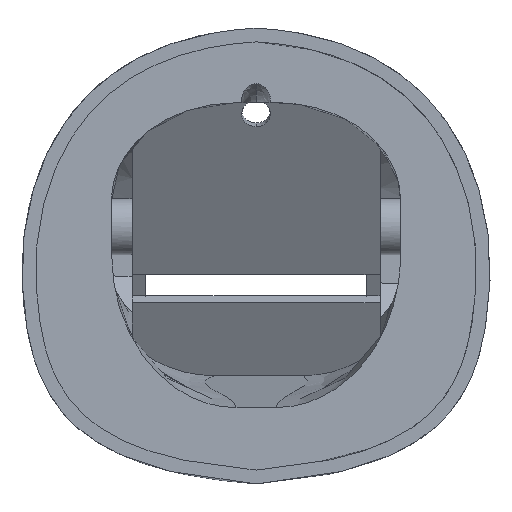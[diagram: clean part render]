
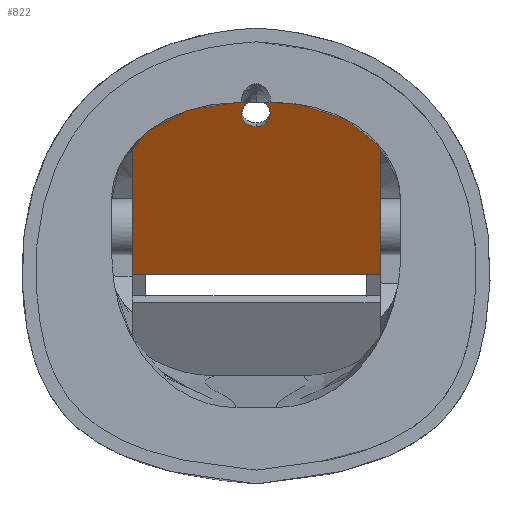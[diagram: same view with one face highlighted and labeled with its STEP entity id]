
A CAD part, front view. The second image highlights one B-rep face of the part: STEP entity #822.
In plain terms, the highlighted planar face has unit normal (0, -0.866, -0.5).
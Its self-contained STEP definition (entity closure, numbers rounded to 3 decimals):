
#3 = CARTESIAN_POINT ( 'NONE',  ( -4.323, 5.067, 10.75 ) ) ;
#432 = VECTOR ( 'NONE', #6413, 1000. ) ;
#623 = VERTEX_POINT ( 'NONE', #2723 ) ;
#822 = ADVANCED_FACE ( 'NONE', ( #9151 ), #8470, .F. ) ;
#878 = CARTESIAN_POINT ( 'NONE',  ( 4.303, 5.066, 10.752 ) ) ;
#937 = CARTESIAN_POINT ( 'NONE',  ( -0.731, 4.983, 10.896 ) ) ;
#1018 = VECTOR ( 'NONE', #8612, 1000. ) ;
#1255 = EDGE_CURVE ( 'NONE', #8563, #7977, #7058, .T. ) ;
#1327 = LINE ( 'NONE', #8167, #432 ) ;
#1332 = CARTESIAN_POINT ( 'NONE',  ( 8., 4.923, 11. ) ) ;
#1411 = EDGE_CURVE ( 'NONE', #9554, #6594, #7667, .T. ) ;
#1519 = ORIENTED_EDGE ( 'NONE', *, *, #5215, .F. ) ;
#1666 = CARTESIAN_POINT ( 'NONE',  ( 8.095, 6.08, 8.996 ) ) ;
#1757 = VECTOR ( 'NONE', #10211, 1000. ) ;
#1779 = CARTESIAN_POINT ( 'NONE',  ( -7.331, 5.766, 9.539 ) ) ;
#1885 = CARTESIAN_POINT ( 'NONE',  ( -0.463, 5.882, 9.338 ) ) ;
#1924 = CARTESIAN_POINT ( 'NONE',  ( -0.531, 4.923, 11. ) ) ;
#1935 = CARTESIAN_POINT ( 'NONE',  ( 0.886, 5.077, 10.733 ) ) ;
#2026 = VERTEX_POINT ( 'NONE', #8690 ) ;
#2206 = CARTESIAN_POINT ( 'NONE',  ( -9., 6.571, 8.146 ) ) ;
#2381 = ORIENTED_EDGE ( 'NONE', *, *, #10415, .F. ) ;
#2389 = CARTESIAN_POINT ( 'NONE',  ( 0.531, 4.923, 11. ) ) ;
#2403 = ORIENTED_EDGE ( 'NONE', *, *, #3526, .F. ) ;
#2474 = LINE ( 'NONE', #7647, #8836 ) ;
#2571 = CARTESIAN_POINT ( 'NONE',  ( -0.531, 4.923, 11. ) ) ;
#2641 = ORIENTED_EDGE ( 'NONE', *, *, #1255, .F. ) ;
#2723 = CARTESIAN_POINT ( 'NONE',  ( -9., 12.14, -1.5 ) ) ;
#2917 = CARTESIAN_POINT ( 'NONE',  ( 0.957, 5.636, 9.764 ) ) ;
#3031 = CARTESIAN_POINT ( 'NONE',  ( 1.995, 4.923, 11. ) ) ;
#3526 = EDGE_CURVE ( 'NONE', #7841, #5914, #4044, .T. ) ;
#3559 = CARTESIAN_POINT ( 'NONE',  ( 8.793, 6.441, 8.369 ) ) ;
#3682 = CARTESIAN_POINT ( 'NONE',  ( 7.047, 5.66, 9.724 ) ) ;
#3687 = DIRECTION ( 'NONE',  ( -1., 0., 0. ) ) ;
#3697 = CARTESIAN_POINT ( 'NONE',  ( -1.058, 5.291, 10.361 ) ) ;
#3954 = VECTOR ( 'NONE', #6090, 1000. ) ;
#4005 = CARTESIAN_POINT ( 'NONE',  ( 0.825, 5.739, 9.586 ) ) ;
#4044 = B_SPLINE_CURVE_WITH_KNOTS ( 'NONE', 3,
 ( #1924, #937, #7532, #3697, #4601, #10310, #11221, #1885, #12181, #11267 ),
 .UNSPECIFIED., .F., .F.,
 ( 4, 2, 2, 2, 4 ),
 ( 0., 0.001, 0.001, 0.002, 0.003 ),
 .UNSPECIFIED. ) ;
#4601 = CARTESIAN_POINT ( 'NONE',  ( -1.073, 5.412, 10.153 ) ) ;
#4620 = CARTESIAN_POINT ( 'NONE',  ( -6.483, 5.497, 10.005 ) ) ;
#4660 = CARTESIAN_POINT ( 'NONE',  ( -8.587, 6.306, 8.604 ) ) ;
#4824 = CARTESIAN_POINT ( 'NONE',  ( 0.231, 5.923, 9.267 ) ) ;
#5215 = EDGE_CURVE ( 'NONE', #9028, #2026, #6945, .T. ) ;
#5432 = CARTESIAN_POINT ( 'NONE',  ( 9., 6.574, 8.139 ) ) ;
#5462 = CARTESIAN_POINT ( 'NONE',  ( 0., 5.923, 9.267 ) ) ;
#5511 = CARTESIAN_POINT ( 'NONE',  ( -2.685, 4.923, 11. ) ) ;
#5632 = CARTESIAN_POINT ( 'NONE',  ( -5.587, 5.279, 10.382 ) ) ;
#5674 = CARTESIAN_POINT ( 'NONE',  ( -7.054, 5.671, 9.705 ) ) ;
#5737 = ORIENTED_EDGE ( 'NONE', *, *, #8258, .F. ) ;
#5837 = CARTESIAN_POINT ( 'NONE',  ( 0.463, 5.882, 9.338 ) ) ;
#5914 = VERTEX_POINT ( 'NONE', #5462 ) ;
#5927 = CARTESIAN_POINT ( 'NONE',  ( 1.073, 5.413, 10.151 ) ) ;
#5931 = EDGE_CURVE ( 'NONE', #8563, #623, #1327, .T. ) ;
#6060 = ORIENTED_EDGE ( 'NONE', *, *, #10756, .T. ) ;
#6090 = DIRECTION ( 'NONE',  ( -1., 0., 0. ) ) ;
#6226 = ORIENTED_EDGE ( 'NONE', *, *, #5931, .T. ) ;
#6324 = LINE ( 'NONE', #1332, #3954 ) ;
#6385 = CARTESIAN_POINT ( 'NONE',  ( 5.261, 5.217, 10.49 ) ) ;
#6413 = DIRECTION ( 'NONE',  ( 0., 0.5, -0.866 ) ) ;
#6500 = CARTESIAN_POINT ( 'NONE',  ( 5.573, 5.279, 10.383 ) ) ;
#6576 = CARTESIAN_POINT ( 'NONE',  ( -4.648, 5.112, 10.672 ) ) ;
#6594 = VERTEX_POINT ( 'NONE', #2389 ) ;
#6620 = CARTESIAN_POINT ( 'NONE',  ( -3.346, 4.959, 10.937 ) ) ;
#6740 = CARTESIAN_POINT ( 'NONE',  ( 0.731, 4.983, 10.896 ) ) ;
#6945 = LINE ( 'NONE', #11357, #1018 ) ;
#7058 = B_SPLINE_CURVE_WITH_KNOTS ( 'NONE', 3,
 ( #11326, #4660, #11284, #1779, #5674, #4620, #11243, #5632, #12241, #6576, #3, #6620, #5511, #9291 ),
 .UNSPECIFIED., .F., .F.,
 ( 4, 2, 2, 2, 2, 2, 4 ),
 ( 0., 0.002, 0.003, 0.004, 0.005, 0.006, 0.008 ),
 .UNSPECIFIED. ) ;
#7435 = CARTESIAN_POINT ( 'NONE',  ( 6.479, 5.488, 10.02 ) ) ;
#7473 = CARTESIAN_POINT ( 'NONE',  ( 4.625, 5.11, 10.675 ) ) ;
#7532 = CARTESIAN_POINT ( 'NONE',  ( -0.885, 5.075, 10.736 ) ) ;
#7569 = DIRECTION ( 'NONE',  ( 0., 0.866, 0.5 ) ) ;
#7647 = CARTESIAN_POINT ( 'NONE',  ( 8., 12.14, -1.5 ) ) ;
#7667 = LINE ( 'NONE', #8289, #1757 ) ;
#7841 = VERTEX_POINT ( 'NONE', #2571 ) ;
#7977 = VERTEX_POINT ( 'NONE', #8336 ) ;
#8167 = CARTESIAN_POINT ( 'NONE',  ( -9., 29.134, -30.935 ) ) ;
#8217 = CARTESIAN_POINT ( 'NONE',  ( 7.841, 5.968, 9.189 ) ) ;
#8255 = CARTESIAN_POINT ( 'NONE',  ( 8.57, 6.316, 8.586 ) ) ;
#8258 = EDGE_CURVE ( 'NONE', #2026, #623, #2474, .T. ) ;
#8289 = CARTESIAN_POINT ( 'NONE',  ( 8., 4.923, 11. ) ) ;
#8336 = CARTESIAN_POINT ( 'NONE',  ( -2.014, 4.923, 11. ) ) ;
#8470 = PLANE ( 'NONE',  #9745 ) ;
#8531 = CARTESIAN_POINT ( 'NONE',  ( 0.531, 4.923, 11. ) ) ;
#8563 = VERTEX_POINT ( 'NONE', #2206 ) ;
#8596 = CARTESIAN_POINT ( 'NONE',  ( 8., 29.134, -30.935 ) ) ;
#8612 = DIRECTION ( 'NONE',  ( 0., 0.5, -0.866 ) ) ;
#8690 = CARTESIAN_POINT ( 'NONE',  ( 9., 12.14, -1.5 ) ) ;
#8708 = CARTESIAN_POINT ( 'NONE',  ( 0., 5.923, 9.267 ) ) ;
#8836 = VECTOR ( 'NONE', #3687, 1000. ) ;
#9028 = VERTEX_POINT ( 'NONE', #5432 ) ;
#9142 = EDGE_CURVE ( 'NONE', #9554, #9028, #9532, .T. ) ;
#9151 = FACE_OUTER_BOUND ( 'NONE', #10194, .T. ) ;
#9217 = CARTESIAN_POINT ( 'NONE',  ( 2.669, 4.923, 11. ) ) ;
#9291 = CARTESIAN_POINT ( 'NONE',  ( -2.014, 4.923, 11. ) ) ;
#9532 = B_SPLINE_CURVE_WITH_KNOTS ( 'NONE', 3,
 ( #12039, #9217, #12167, #878, #7473, #6385, #6500, #7435, #3682, #8217, #1666, #8255, #3559, #10175 ),
 .UNSPECIFIED., .F., .F.,
 ( 4, 2, 2, 2, 2, 2, 4 ),
 ( 0., 0.002, 0.003, 0.004, 0.006, 0.007, 0.008 ),
 .UNSPECIFIED. ) ;
#9554 = VERTEX_POINT ( 'NONE', #3031 ) ;
#9745 = AXIS2_PLACEMENT_3D ( 'NONE', #8596, #7569, #11388 ) ;
#10175 = CARTESIAN_POINT ( 'NONE',  ( 9., 6.574, 8.139 ) ) ;
#10194 = EDGE_LOOP ( 'NONE', ( #2403, #6060, #2641, #6226, #5737, #1519, #10901, #11565, #2381 ) ) ;
#10211 = DIRECTION ( 'NONE',  ( -1., 0., 0. ) ) ;
#10310 = CARTESIAN_POINT ( 'NONE',  ( -0.957, 5.636, 9.764 ) ) ;
#10415 = EDGE_CURVE ( 'NONE', #5914, #6594, #12064, .T. ) ;
#10540 = CARTESIAN_POINT ( 'NONE',  ( 1.057, 5.29, 10.363 ) ) ;
#10756 = EDGE_CURVE ( 'NONE', #7841, #7977, #6324, .T. ) ;
#10901 = ORIENTED_EDGE ( 'NONE', *, *, #9142, .F. ) ;
#11221 = CARTESIAN_POINT ( 'NONE',  ( -0.825, 5.739, 9.586 ) ) ;
#11243 = CARTESIAN_POINT ( 'NONE',  ( -6.189, 5.419, 10.141 ) ) ;
#11267 = CARTESIAN_POINT ( 'NONE',  ( 0., 5.923, 9.267 ) ) ;
#11284 = CARTESIAN_POINT ( 'NONE',  ( -8.116, 6.073, 9.008 ) ) ;
#11326 = CARTESIAN_POINT ( 'NONE',  ( -9., 6.571, 8.146 ) ) ;
#11357 = CARTESIAN_POINT ( 'NONE',  ( 9., 8.455, 4.882 ) ) ;
#11388 = DIRECTION ( 'NONE',  ( 0., -0.5, 0.866 ) ) ;
#11565 = ORIENTED_EDGE ( 'NONE', *, *, #1411, .T. ) ;
#12039 = CARTESIAN_POINT ( 'NONE',  ( 1.995, 4.923, 11. ) ) ;
#12064 = B_SPLINE_CURVE_WITH_KNOTS ( 'NONE', 3,
 ( #8708, #4824, #5837, #4005, #2917, #5927, #10540, #1935, #6740, #8531 ),
 .UNSPECIFIED., .F., .F.,
 ( 4, 2, 2, 2, 4 ),
 ( 0.003, 0.003, 0.004, 0.005, 0.006 ),
 .UNSPECIFIED. ) ;
#12167 = CARTESIAN_POINT ( 'NONE',  ( 3.33, 4.959, 10.936 ) ) ;
#12181 = CARTESIAN_POINT ( 'NONE',  ( -0.231, 5.923, 9.267 ) ) ;
#12241 = CARTESIAN_POINT ( 'NONE',  ( -5.279, 5.218, 10.488 ) ) ;
